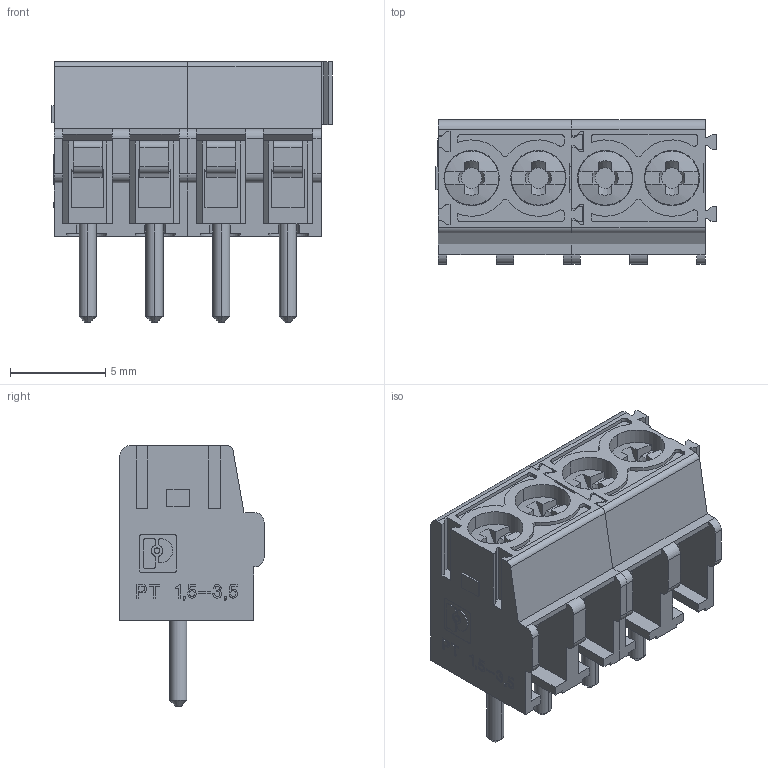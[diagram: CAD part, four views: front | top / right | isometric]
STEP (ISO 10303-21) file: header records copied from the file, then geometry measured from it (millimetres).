
FILE_DESCRIPTION(('FreeCAD Model'),'2;1');
FILE_NAME('PT_1_5_4_3_50_H_cp.step', '2019-06-18T10:51:49',('kicad StepUp'),('ksu MCAD'), 'Open CASCADE STEP processor 7.3','FreeCAD','Unknown');
FILE_SCHEMA(('AUTOMOTIVE_DESIGN { 1 0 10303 214 1 1 1 1 }'));
Length unit declared in the file: millimetre
Products named in the file (1): PT_1_5_4_3_50_H_cp
Bounding box: 14.7 x 7.55 x 13.65 mm (x, y, z)
Volume: 649.2 mm3; surface area: 1932.2 mm2
Topology: 10 solids, 10 shells, 1156 faces, 3302 edges, 2200 vertices
Faces by surface type: plane 948, cylinder 166, cone 24, extrusion 10, sphere 8
Entity records: 46735 total; most frequent: CARTESIAN_POINT 8025, ORIENTED_EDGE 6604, DIRECTION 6002, EDGE_CURVE 3302, VECTOR 2780, LINE 2770, VERTEX_POINT 2200, AXIS2_PLACEMENT_3D 1611
